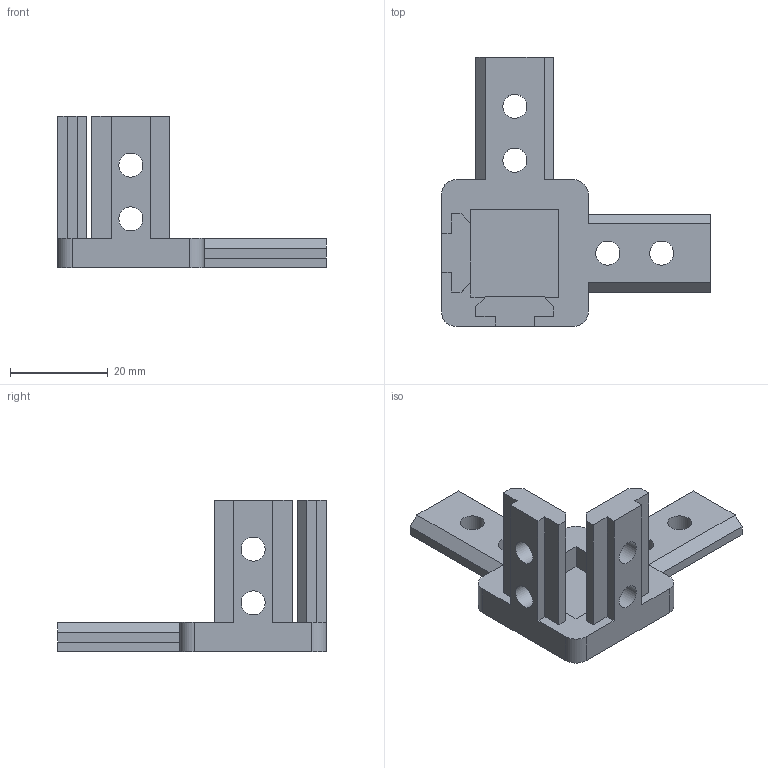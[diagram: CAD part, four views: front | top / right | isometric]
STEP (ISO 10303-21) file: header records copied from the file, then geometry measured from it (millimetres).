
FILE_DESCRIPTION(/* description */ (''),/* implementation_level */ '2;1');
FILE_NAME(/* name */ 'Inside Corner Bracket 3 Way Hidden 3030.stp',/* time_stamp */ '2025-10-25T10:07:42+07:00',/* author */ ('Hp'),/* organization */ (''),/* preprocessor_version */ 'ST-DEVELOPER v20',/* originating_system */ 'Autodesk Inventor 2024',/* authorisation */ '');
FILE_SCHEMA (('AUTOMOTIVE_DESIGN { 1 0 10303 214 3 1 1 }'));
Length unit declared in the file: millimetre
Products named in the file (1): Sambungan Siku
Bounding box: 55 x 55 x 31 mm (x, y, z)
Volume: 10422.2 mm3; surface area: 7437 mm2
Topology: 1 solids, 1 shells, 62 faces, 180 edges, 120 vertices
Faces by surface type: plane 50, cylinder 12
Full cylindrical faces by diameter (mm): 4.917 x8
Entity records: 2103 total; most frequent: CARTESIAN_POINT 363, ORIENTED_EDGE 360, DIRECTION 330, EDGE_CURVE 180, LINE 156, VECTOR 156, VERTEX_POINT 120, AXIS2_PLACEMENT_3D 87
